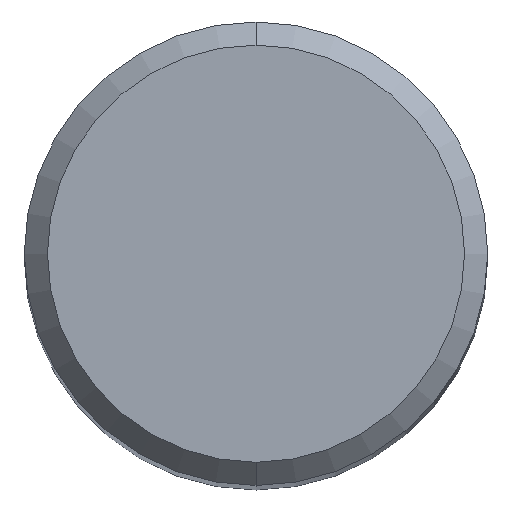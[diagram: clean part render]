
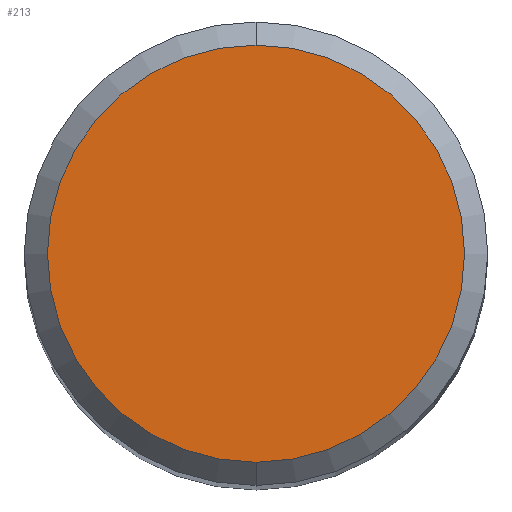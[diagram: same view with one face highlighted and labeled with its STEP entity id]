
A CAD part, top view. The second image highlights one B-rep face of the part: STEP entity #213.
In plain terms, the highlighted planar face has unit normal (0, 0, 1).
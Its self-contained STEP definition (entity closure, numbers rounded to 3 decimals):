
#213=ADVANCED_FACE('',(#507),#508,.T.);
#221=VERTEX_POINT('',#518);
#229=EDGE_CURVE('',#221,#233,#527,.T.);
#233=VERTEX_POINT('',#531);
#429=EDGE_CURVE('',#233,#221,#748,.T.);
#507=FACE_OUTER_BOUND('',#838,.T.);
#508=PLANE('',#839);
#518=CARTESIAN_POINT('',(0.0,4.5,0.0));
#527=CIRCLE('',#860,4.5);
#531=CARTESIAN_POINT('',(0.,-4.5,0.0));
#748=CIRCLE('',#1381,4.5);
#838=EDGE_LOOP('',(#1448,#1449));
#839=AXIS2_PLACEMENT_3D('',#1450,#1451,#1452);
#860=AXIS2_PLACEMENT_3D('',#1479,#1480,#1481);
#1381=AXIS2_PLACEMENT_3D('',#1739,#1740,#1741);
#1448=ORIENTED_EDGE('',*,*,#229,.F.);
#1449=ORIENTED_EDGE('',*,*,#429,.F.);
#1450=CARTESIAN_POINT('',(0.0,2.25,0.0));
#1451=DIRECTION('',(-0.0,0.0,1.0));
#1452=DIRECTION('',(0.0,-1.0,0.0));
#1479=CARTESIAN_POINT('',(0.0,0.0,0.0));
#1480=DIRECTION('',(0.0,0.0,-1.0));
#1481=DIRECTION('',(0.0,1.0,0.0));
#1739=CARTESIAN_POINT('',(0.0,0.0,0.0));
#1740=DIRECTION('',(0.0,0.0,-1.0));
#1741=DIRECTION('',(0.0,1.0,0.0));
